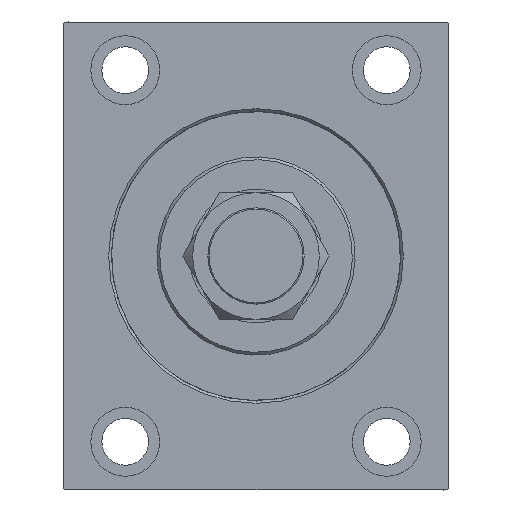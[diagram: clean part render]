
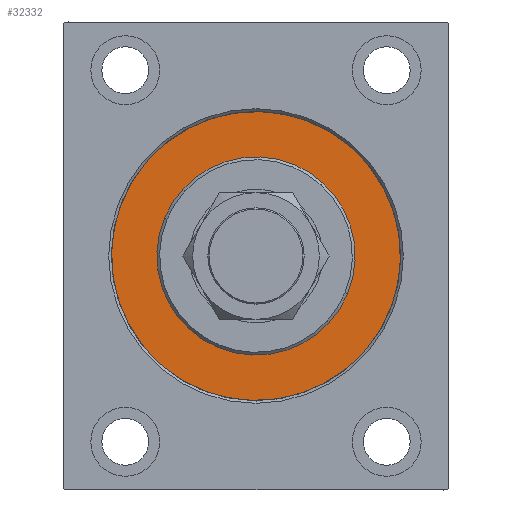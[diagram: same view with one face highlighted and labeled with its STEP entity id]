
A CAD part, left-side view. The second image highlights one B-rep face of the part: STEP entity #32332.
In plain terms, the highlighted face is planar.
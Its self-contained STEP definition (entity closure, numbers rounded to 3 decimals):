
#1048 = AXIS2_PLACEMENT_3D ( 'NONE', #5664, #9415, #38107 ) ;
#2467 = EDGE_LOOP ( 'NONE', ( #34742, #44610 ) ) ;
#3015 = CARTESIAN_POINT ( 'NONE',  ( 0., 0., 0. ) ) ;
#4629 = DIRECTION ( 'NONE',  ( 0., 0., 1. ) ) ;
#5664 = CARTESIAN_POINT ( 'NONE',  ( 0., 0., 0. ) ) ;
#6257 = AXIS2_PLACEMENT_3D ( 'NONE', #32816, #14467, #28802 ) ;
#6985 = ORIENTED_EDGE ( 'NONE', *, *, #39254, .F. ) ;
#7678 = CARTESIAN_POINT ( 'NONE',  ( 0., 0., 0. ) ) ;
#7738 = AXIS2_PLACEMENT_3D ( 'NONE', #7678, #11204, #4629 ) ;
#9415 = DIRECTION ( 'NONE',  ( -1., 0., 0. ) ) ;
#9611 = DIRECTION ( 'NONE',  ( 0., 0., -1. ) ) ;
#10304 = CARTESIAN_POINT ( 'NONE',  ( 0., 0., -36. ) ) ;
#11204 = DIRECTION ( 'NONE',  ( -1., 0., 0. ) ) ;
#11797 = CARTESIAN_POINT ( 'NONE',  ( 0., 0., 0. ) ) ;
#14467 = DIRECTION ( 'NONE',  ( -1., 0., 0. ) ) ;
#17105 = DIRECTION ( 'NONE',  ( 0., 0., -1. ) ) ;
#19015 = CIRCLE ( 'NONE', #6257, 52.5 ) ;
#19770 = ORIENTED_EDGE ( 'NONE', *, *, #31686, .F. ) ;
#20537 = CIRCLE ( 'NONE', #1048, 52.5 ) ;
#24856 = DIRECTION ( 'NONE',  ( 1., 0., 0. ) ) ;
#25380 = EDGE_LOOP ( 'NONE', ( #19770, #6985 ) ) ;
#25735 = AXIS2_PLACEMENT_3D ( 'NONE', #11797, #41825, #9611 ) ;
#26515 = CIRCLE ( 'NONE', #25735, 36. ) ;
#27162 = VERTEX_POINT ( 'NONE', #30701 ) ;
#28802 = DIRECTION ( 'NONE',  ( 0., 0., 1. ) ) ;
#30701 = CARTESIAN_POINT ( 'NONE',  ( 0., 0., 36. ) ) ;
#31002 = CIRCLE ( 'NONE', #42255, 36. ) ;
#31686 = EDGE_CURVE ( 'NONE', #40743, #34528, #19015, .T. ) ;
#32332 = ADVANCED_FACE ( 'NONE', ( #43425, #44130 ), #39901, .F. ) ;
#32816 = CARTESIAN_POINT ( 'NONE',  ( 0., 0., 0. ) ) ;
#33885 = EDGE_CURVE ( 'NONE', #40240, #27162, #26515, .T. ) ;
#34528 = VERTEX_POINT ( 'NONE', #37273 ) ;
#34742 = ORIENTED_EDGE ( 'NONE', *, *, #36556, .F. ) ;
#36556 = EDGE_CURVE ( 'NONE', #27162, #40240, #31002, .T. ) ;
#37273 = CARTESIAN_POINT ( 'NONE',  ( 0., 0., 52.5 ) ) ;
#38107 = DIRECTION ( 'NONE',  ( 0., 0., 1. ) ) ;
#39254 = EDGE_CURVE ( 'NONE', #34528, #40743, #20537, .T. ) ;
#39901 = PLANE ( 'NONE',  #7738 ) ;
#40047 = CARTESIAN_POINT ( 'NONE',  ( 0., 0., -52.5 ) ) ;
#40240 = VERTEX_POINT ( 'NONE', #10304 ) ;
#40743 = VERTEX_POINT ( 'NONE', #40047 ) ;
#41825 = DIRECTION ( 'NONE',  ( 1., 0., 0. ) ) ;
#42255 = AXIS2_PLACEMENT_3D ( 'NONE', #3015, #24856, #17105 ) ;
#43425 = FACE_BOUND ( 'NONE', #2467, .T. ) ;
#44130 = FACE_OUTER_BOUND ( 'NONE', #25380, .T. ) ;
#44610 = ORIENTED_EDGE ( 'NONE', *, *, #33885, .F. ) ;
